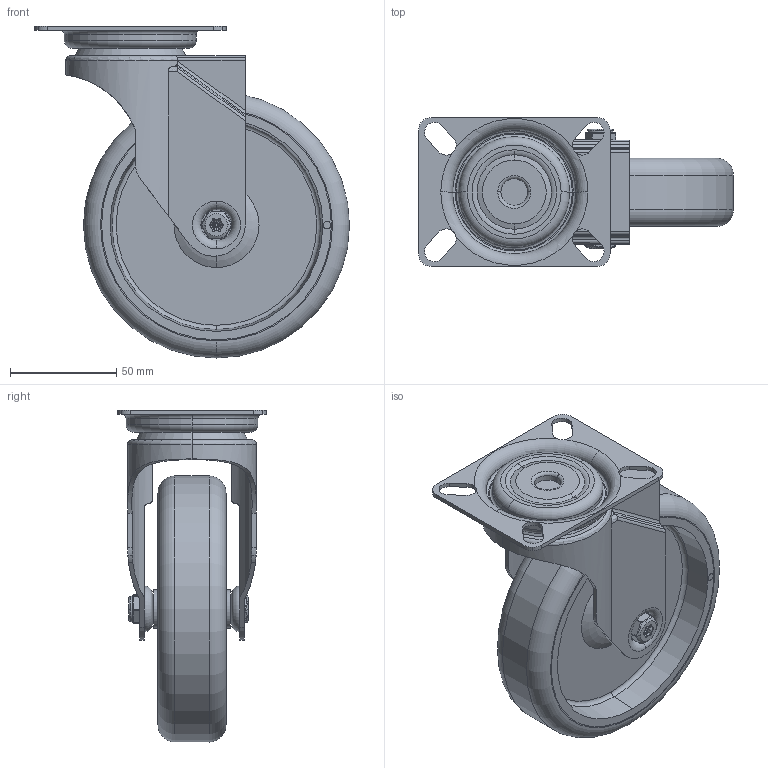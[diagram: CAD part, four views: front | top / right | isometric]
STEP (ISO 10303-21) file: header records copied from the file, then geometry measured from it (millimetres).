
FILE_DESCRIPTION(('STEP AP203'),'1');
FILE_NAME('BZM125GREC.STEP','2023-05-19T09:59:02',(' '),(' '),'Spatial InterOp 3D',' ',' ');
FILE_SCHEMA(('CONFIG_CONTROL_DESIGN'));
Length unit declared in the file: metre
Products named in the file (17): BZM125AS; ZINC PLATED PRESSED STEEL TOP PLATE; ZINC PLATED PRESSED STEEL FORKS; BZM125GREC; BZM125WGREC; 85 SHORE A ELECTRICALLY CONDUCTIVE RUBBER; NYLON RIM; NYLON RIM Geometry; SPOT; TUBEM10X37; ZINC PLATED AXLE TUBE; BOLTBZM8MM; ZINC PLATED AXLE BOLT; NYLOC NUT; NUT; RUBBER; NYLOCM8Z
Assembly tree (16 placements, depth 4):
  BZM125GREC
    BZM125AS
      ZINC PLATED PRESSED STEEL TOP PLATE
      ZINC PLATED PRESSED STEEL FORKS
    BZM125WGREC
      85 SHORE A ELECTRICALLY CONDUCTIVE RUBBER
      NYLON RIM
        NYLON RIM Geometry
        SPOT
    TUBEM10X37
      ZINC PLATED AXLE TUBE
    BOLTBZM8MM
      ZINC PLATED AXLE BOLT
    NYLOCM8Z
      NYLOC NUT
        NUT
        RUBBER
Bounding box: 148 x 70 x 156 mm (x, y, z)
Volume: 232429.8 mm3; surface area: 119837.1 mm2
Topology: 9 solids, 9 shells, 438 faces, 1054 edges, 648 vertices
Faces by surface type: cylinder 210, plane 86, torus 78, sphere 32, bspline 18, cone 14
Entity records: 20803 total; most frequent: CARTESIAN_POINT 9449, DIRECTION 2439, ORIENTED_EDGE 2096, AXIS2_PLACEMENT_3D 1050, EDGE_CURVE 1048, VERTEX_POINT 648, CIRCLE 586, EDGE_LOOP 482
